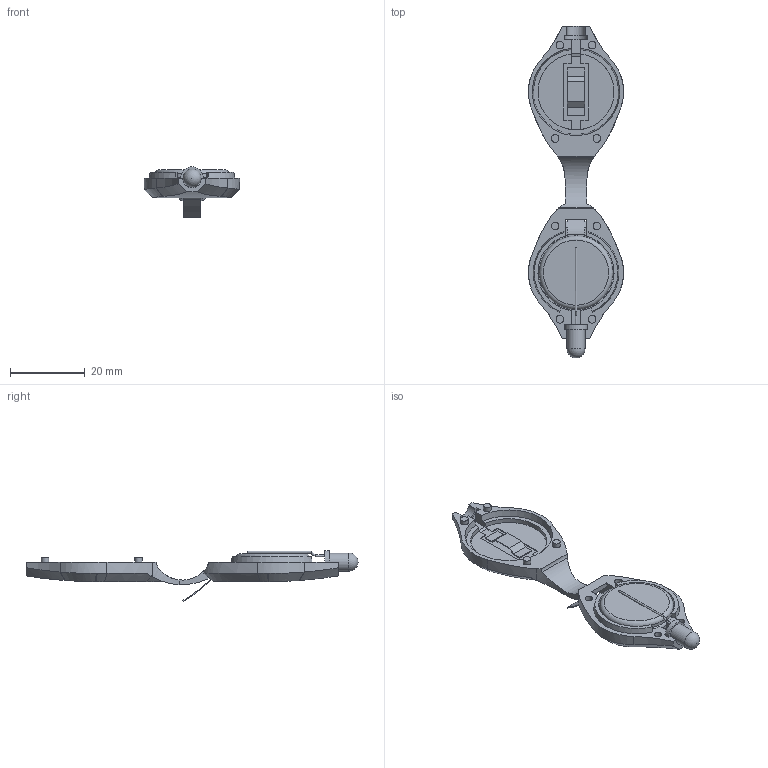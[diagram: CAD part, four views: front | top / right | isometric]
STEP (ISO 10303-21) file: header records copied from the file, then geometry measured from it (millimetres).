
FILE_DESCRIPTION(/* description */ (''),/* implementation_level */ '2;1');
FILE_NAME(/* name */ 'v light (v1~recovered).step',/* time_stamp */ '2025-08-14T19:18:12-04:00',/* author */ (''),/* organization */ (''),/* preprocessor_version */ 'ST-DEVELOPER v20.1',/* originating_system */ 'Autodesk Translation Framework v14.10.0.0',/* authorisation */ '');
FILE_SCHEMA (('AUTOMOTIVE_DESIGN { 1 0 10303 214 3 1 1 }'));
Length unit declared in the file: inch
Products named in the file (7): v light (v1~recovered); case; led; paper; spring; battery; Component7
Assembly tree (6 placements, depth 3):
  v light (v1~recovered)
    case
    led
    paper
    spring
    battery
      Component7
Bounding box: 25.4 x 88.61 x 13.52 mm (x, y, z)
Volume: 5394.5 mm3; surface area: 6366.5 mm2
Topology: 6 solids, 6 shells, 185 faces, 472 edges, 307 vertices
Faces by surface type: plane 103, cylinder 44, bspline 28, cone 7, torus 2, sphere 1
Full cylindrical faces by diameter (mm): 0.508 x6, 2.032 x8, 4.826 x1, 6.096 x1, 19.638 x2
Entity records: 6535 total; most frequent: CARTESIAN_POINT 2001, ORIENTED_EDGE 942, DIRECTION 836, EDGE_CURVE 471, VERTEX_POINT 307, AXIS2_PLACEMENT_3D 279, LINE 278, VECTOR 278
